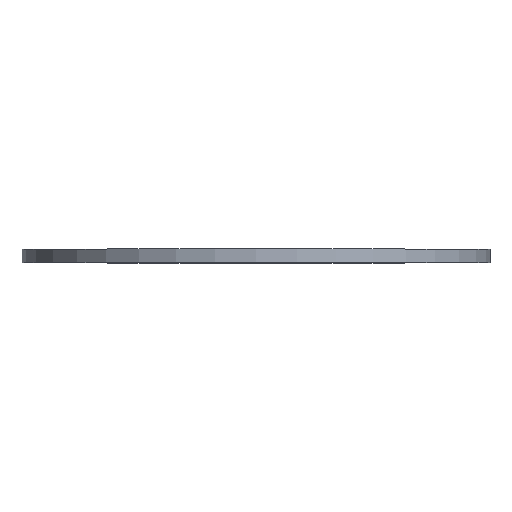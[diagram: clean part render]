
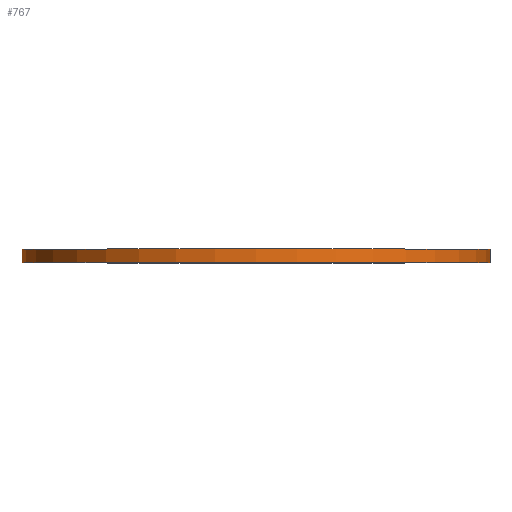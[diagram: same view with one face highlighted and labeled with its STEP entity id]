
A CAD part, top view. The second image highlights one B-rep face of the part: STEP entity #767.
In plain terms, the highlighted cylindrical face has radius 105 mm (diameter 210 mm), a full revolution.
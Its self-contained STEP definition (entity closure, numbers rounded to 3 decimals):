
#81=FACE_OUTER_BOUND('',#133,.T.);
#133=EDGE_LOOP('',(#643,#644,#645,#646));
#199=LINE('',#1331,#247);
#247=VECTOR('',#1101,100.);
#281=CIRCLE('',#841,105.);
#304=CIRCLE('',#873,105.);
#359=VERTEX_POINT('',#1270);
#379=VERTEX_POINT('',#1330);
#449=EDGE_CURVE('',#359,#359,#281,.T.);
#480=EDGE_CURVE('',#359,#379,#199,.T.);
#481=EDGE_CURVE('',#379,#379,#304,.F.);
#643=ORIENTED_EDGE('',*,*,#449,.T.);
#644=ORIENTED_EDGE('',*,*,#480,.T.);
#645=ORIENTED_EDGE('',*,*,#481,.F.);
#646=ORIENTED_EDGE('',*,*,#480,.F.);
#730=CYLINDRICAL_SURFACE('',#872,105.);
#767=ADVANCED_FACE('',(#81),#730,.T.);
#841=AXIS2_PLACEMENT_3D('',#1271,#1029,#1030);
#872=AXIS2_PLACEMENT_3D('',#1329,#1099,#1100);
#873=AXIS2_PLACEMENT_3D('',#1332,#1102,#1103);
#1029=DIRECTION('center_axis',(0.,1.,0.));
#1030=DIRECTION('ref_axis',(0.,0.,-1.));
#1099=DIRECTION('center_axis',(0.,-1.,0.));
#1100=DIRECTION('ref_axis',(0.,0.,-1.));
#1101=DIRECTION('',(0.,1.,0.));
#1102=DIRECTION('center_axis',(0.,-1.,0.));
#1103=DIRECTION('ref_axis',(0.,0.,-1.));
#1270=CARTESIAN_POINT('',(0.,2.,105.));
#1271=CARTESIAN_POINT('Origin',(0.,2.,0.));
#1329=CARTESIAN_POINT('Origin',(0.,8.,0.));
#1330=CARTESIAN_POINT('',(0.,8.,105.));
#1331=CARTESIAN_POINT('',(0.,8.,105.));
#1332=CARTESIAN_POINT('Origin',(0.,8.,0.));
